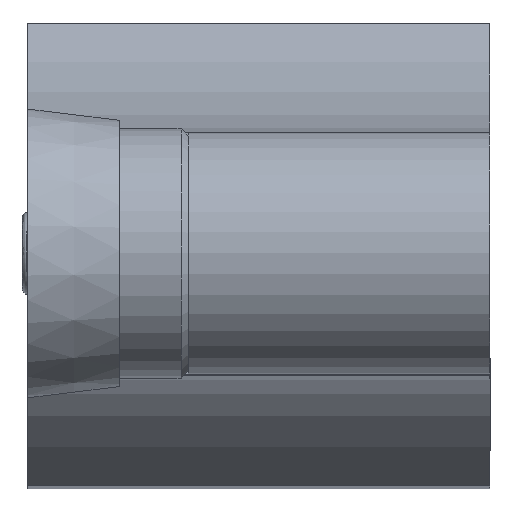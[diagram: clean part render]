
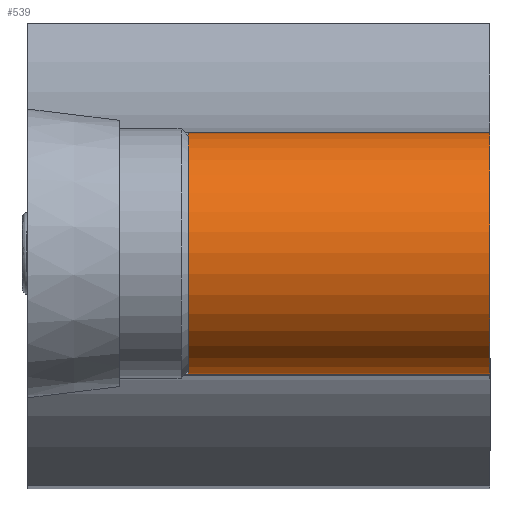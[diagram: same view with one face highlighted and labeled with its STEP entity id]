
A CAD part, top view. The second image highlights one B-rep face of the part: STEP entity #539.
In plain terms, the highlighted cylindrical face has radius 8.4 mm (diameter 16.8 mm), a partial arc.
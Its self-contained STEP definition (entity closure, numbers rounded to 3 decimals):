
#303=CARTESIAN_POINT('',(11.11,24.4,160.0));
#304=VERTEX_POINT('',#303);
#311=CARTESIAN_POINT('',(32.,24.4,160.0));
#312=VERTEX_POINT('',#311);
#313=CARTESIAN_POINT('',(11.11,24.4,160.0));
#314=DIRECTION('',(1.0,0.0,0.0));
#315=VECTOR('',#314,20.89);
#316=LINE('',#313,#315);
#317=EDGE_CURVE('',#304,#312,#316,.T.);
#415=CARTESIAN_POINT('',(11.11,7.6,160.0));
#416=VERTEX_POINT('',#415);
#423=CARTESIAN_POINT('',(11.11,16.,160.0));
#424=DIRECTION('',(1.0,0.0,0.0));
#425=DIRECTION('',(0.0,-1.0,0.0));
#426=AXIS2_PLACEMENT_3D('',#423,#424,#425);
#427=CIRCLE('',#426,8.4);
#428=EDGE_CURVE('',#304,#416,#427,.T.);
#477=CARTESIAN_POINT('',(32.,7.6,160.0));
#478=VERTEX_POINT('',#477);
#485=CARTESIAN_POINT('',(11.11,7.6,160.0));
#486=DIRECTION('',(1.0,0.0,0.0));
#487=VECTOR('',#486,20.89);
#488=LINE('',#485,#487);
#489=EDGE_CURVE('',#416,#478,#488,.T.);
#522=CARTESIAN_POINT('',(0.,16.,160.0));
#523=DIRECTION('',(1.0,0.0,0.0));
#524=DIRECTION('',(0.0,-1.0,0.0));
#525=AXIS2_PLACEMENT_3D('',#522,#523,#524);
#526=CYLINDRICAL_SURFACE('',#525,8.4);
#527=ORIENTED_EDGE('',*,*,#428,.T.);
#528=ORIENTED_EDGE('',*,*,#489,.T.);
#529=CARTESIAN_POINT('',(32.0,16.,160.0));
#530=DIRECTION('',(1.0,0.0,0.0));
#531=DIRECTION('',(0.0,-1.0,0.0));
#532=AXIS2_PLACEMENT_3D('',#529,#530,#531);
#533=CIRCLE('',#532,8.4);
#534=EDGE_CURVE('',#312,#478,#533,.T.);
#535=ORIENTED_EDGE('',*,*,#534,.F.);
#536=ORIENTED_EDGE('',*,*,#317,.F.);
#537=EDGE_LOOP('',(#527,#528,#535,#536));
#538=FACE_OUTER_BOUND('',#537,.T.);
#539=ADVANCED_FACE('',(#538),#526,.T.);
